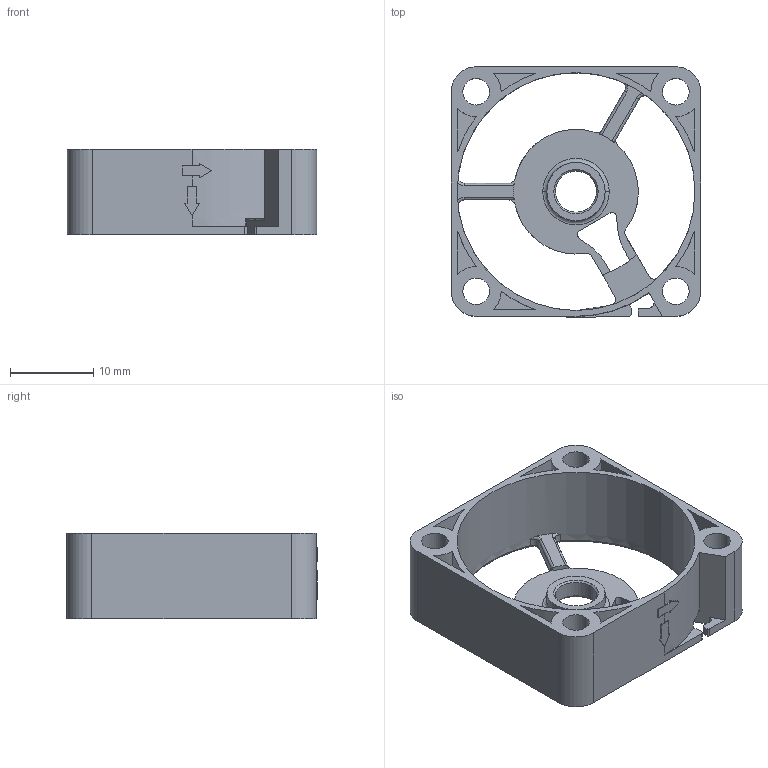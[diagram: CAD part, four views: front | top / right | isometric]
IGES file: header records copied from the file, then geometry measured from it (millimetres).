
Start section:  PTC IGES file: ad3010n-housing.igs
Global section: file name: ad3010n-housing.igs; native system: Pro/ENGINEER by Parametric Technology Corporation; preprocessor: 2008010; author: rd186; organization: Unknown; date: 20150717.114729; units: millimetre
Bounding box: 30 x 30.1 x 10.3 mm (x, y, z)
Volume: 2088.8 mm3; surface area: 4344.6 mm2
Topology: 1 solids, 1 shells, 159 faces, 452 edges, 300 vertices
Faces by surface type: revolution 99, bspline 60
